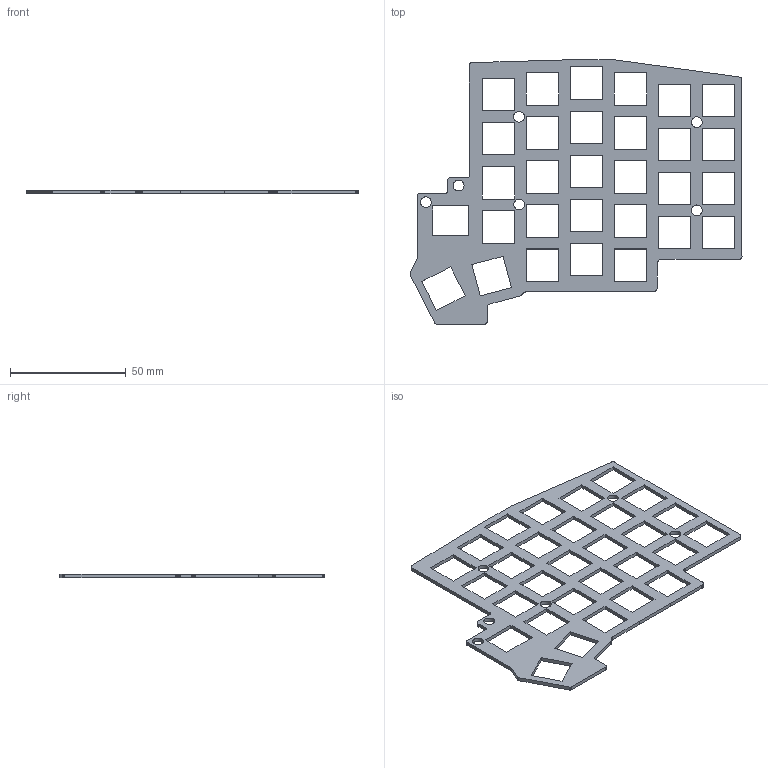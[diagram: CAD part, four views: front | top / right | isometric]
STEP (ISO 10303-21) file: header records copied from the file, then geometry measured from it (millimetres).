
FILE_DESCRIPTION(('KiCad electronic assembly'),'2;1');
FILE_NAME('Sofle_Loud_Main_TopPlate.STEP','2023-04-23T16:06:29',( 'Pcbnew'),('Kicad'),'Open CASCADE STEP processor 7.6', 'KiCad to STEP converter','Unknown');
FILE_SCHEMA(('AUTOMOTIVE_DESIGN { 1 0 10303 214 1 1 1 1 }'));
Length unit declared in the file: millimetre
Products named in the file (2): Sofle_Loud_Main_TopPlate 1; PCB
Assembly tree (1 placements, depth 2):
  Sofle_Loud_Main_TopPlate 1
    PCB
Bounding box: 143.54 x 114.21 x 1.6 mm (x, y, z)
Volume: 10463.5 mm3; surface area: 16689.9 mm2
Topology: 1 solids, 1 shells, 263 faces, 783 edges, 522 vertices
Faces by surface type: plane 257, cylinder 6
Full cylindrical faces by diameter (mm): 4.7 x6
Entity records: 19055 total; most frequent: CARTESIAN_POINT 3208, DIRECTION 2879, LINE 2325, VECTOR 2325, ORIENTED_EDGE 1566, PCURVE 1566, DEFINITIONAL_REPRESENTATION 1566, EDGE_CURVE 783
